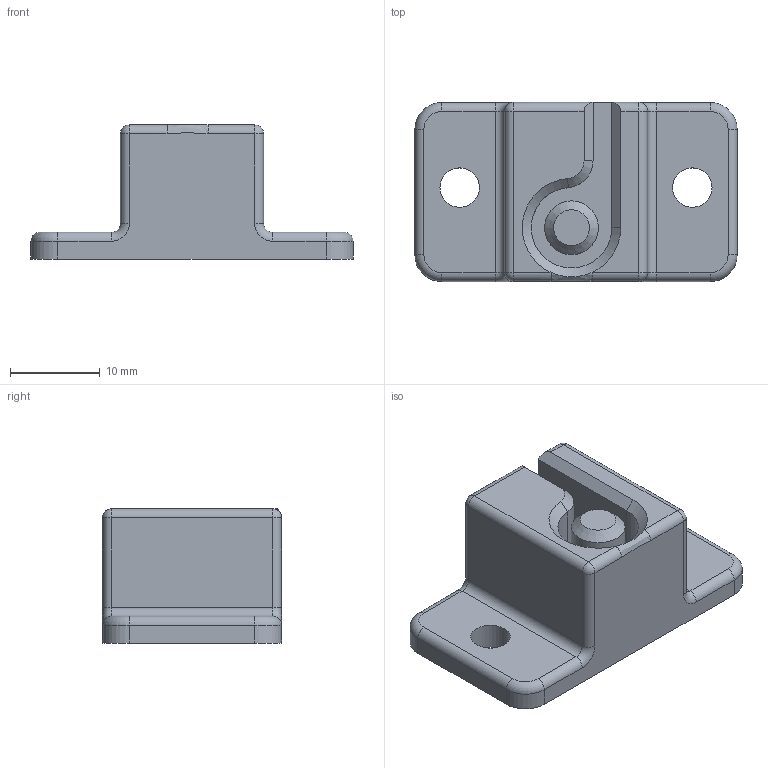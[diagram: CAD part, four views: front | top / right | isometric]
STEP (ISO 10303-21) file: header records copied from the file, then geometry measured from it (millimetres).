
FILE_DESCRIPTION(('FreeCAD Model'),'2;1');
FILE_NAME('Y_Belt_Clip.step','2018-09-09T11:32:38',('Author'),(''), 'Open CASCADE STEP processor 6.8','FreeCAD','Unknown');
FILE_SCHEMA(('AUTOMOTIVE_DESIGN_CC2 { 1 2 10303 214 -1 1 5 4 }'));
Length unit declared in the file: millimetre
Products named in the file (2): ASSEMBLY; Y_Belt_Clip001
Assembly tree (1 placements, depth 2):
  ASSEMBLY
    Y_Belt_Clip001
Bounding box: 36 x 20 x 15 mm (x, y, z)
Volume: 5084.5 mm3; surface area: 3244.6 mm2
Topology: 1 solids, 1 shells, 60 faces, 139 edges, 78 vertices
Faces by surface type: cylinder 27, plane 17, torus 8, sphere 4, cone 3, bspline 1
Full cylindrical faces by diameter (mm): 4.4 x2, 6 x1
Entity records: 3525 total; most frequent: CARTESIAN_POINT 795, DIRECTION 511, ORIENTED_EDGE 270, PCURVE 270, DEFINITIONAL_REPRESENTATION 270, LINE 248, VECTOR 248, EDGE_CURVE 135
